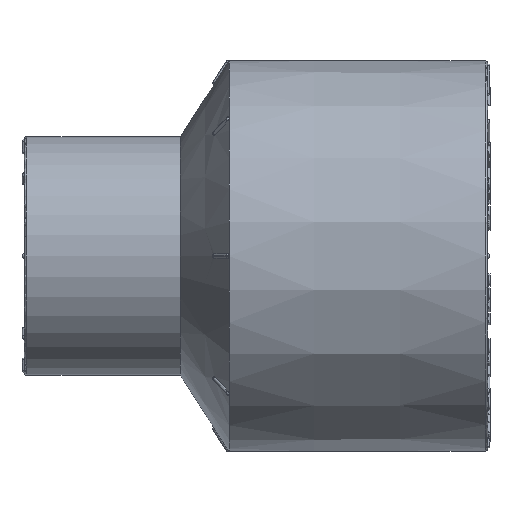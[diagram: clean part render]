
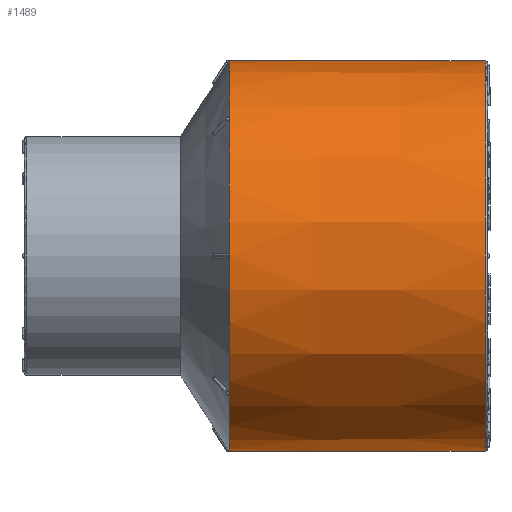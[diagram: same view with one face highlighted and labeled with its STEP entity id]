
A CAD part, left-side view. The second image highlights one B-rep face of the part: STEP entity #1489.
In plain terms, the highlighted conical face has half-angle 0.108 degrees and reference radius 20 mm.
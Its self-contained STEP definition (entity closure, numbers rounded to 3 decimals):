
#173=CONICAL_SURFACE('',#24210,20.,0.108);
#1489=ADVANCED_FACE('',(#6625,#6626),#173,.T.);
#6475=CIRCLE('',#24208,20.);
#6476=CIRCLE('',#24209,20.05);
#6625=FACE_BOUND('',#6728,.T.);
#6626=FACE_BOUND('',#6729,.T.);
#6728=EDGE_LOOP('',(#9055));
#6729=EDGE_LOOP('',(#9056));
#9055=ORIENTED_EDGE('',*,*,#19001,.T.);
#9056=ORIENTED_EDGE('',*,*,#19002,.T.);
#16495=VERTEX_POINT('',#35445);
#16496=VERTEX_POINT('',#35447);
#19001=EDGE_CURVE('',#16495,#16495,#6475,.T.);
#19002=EDGE_CURVE('',#16496,#16496,#6476,.T.);
#24208=AXIS2_PLACEMENT_3D('',#35444,#25879,#25880);
#24209=AXIS2_PLACEMENT_3D('',#35446,#25881,#25882);
#24210=AXIS2_PLACEMENT_3D('',#35448,#25883,#25884);
#25879=DIRECTION('',(0.,1.,0.));
#25880=DIRECTION('',(0.,0.,-1.));
#25881=DIRECTION('',(0.,-1.,0.));
#25882=DIRECTION('',(0.,0.,-1.));
#25883=DIRECTION('',(0.,1.,0.));
#25884=DIRECTION('',(0.,0.,1.));
#35444=CARTESIAN_POINT('',(6487.472,302.966,0.));
#35445=CARTESIAN_POINT('',(6487.472,302.966,-20.));
#35446=CARTESIAN_POINT('',(6487.472,329.219,0.));
#35447=CARTESIAN_POINT('',(6487.472,329.219,-20.05));
#35448=CARTESIAN_POINT('',(6487.472,302.716,0.));
